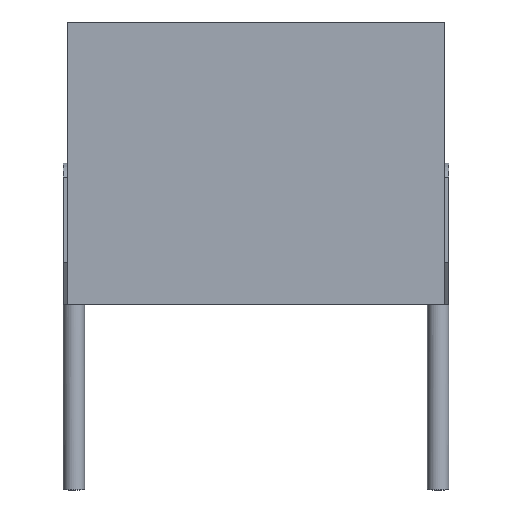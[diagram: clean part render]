
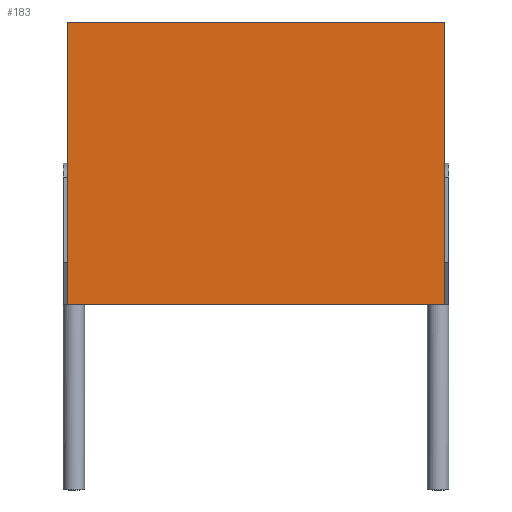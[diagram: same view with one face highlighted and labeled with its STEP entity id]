
A CAD part, front view. The second image highlights one B-rep face of the part: STEP entity #183.
In plain terms, the highlighted planar face has unit normal (0, -1, 0).
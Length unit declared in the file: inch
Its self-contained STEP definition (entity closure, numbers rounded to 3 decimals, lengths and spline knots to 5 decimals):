
#11 = VECTOR ( 'NONE', #645, 39.37008 ) ;
#28 = EDGE_CURVE ( 'NONE', #1086, #1091, #544, .T. ) ;
#53 = ORIENTED_EDGE ( 'NONE', *, *, #201, .F. ) ;
#64 = ORIENTED_EDGE ( 'NONE', *, *, #28, .F. ) ;
#103 = ORIENTED_EDGE ( 'NONE', *, *, #1107, .F. ) ;
#155 = ORIENTED_EDGE ( 'NONE', *, *, #220, .F. ) ;
#183 = ADVANCED_FACE ( 'NONE', ( #470 ), #915, .T. ) ;
#201 = EDGE_CURVE ( 'NONE', #1082, #1086, #420, .T. ) ;
#220 = EDGE_CURVE ( 'NONE', #1077, #1082, #390, .T. ) ;
#240 = AXIS2_PLACEMENT_3D ( 'NONE', #927, #901, #900 ) ;
#343 = LINE ( 'NONE', #646, #11 ) ;
#390 = LINE ( 'NONE', #798, #396 ) ;
#396 = VECTOR ( 'NONE', #792, 39.37008 ) ;
#419 = VECTOR ( 'NONE', #830, 39.37008 ) ;
#420 = LINE ( 'NONE', #831, #419 ) ;
#470 = FACE_OUTER_BOUND ( 'NONE', #570, .T. ) ;
#533 = VECTOR ( 'NONE', #1027, 39.37008 ) ;
#544 = LINE ( 'NONE', #1030, #533 ) ;
#570 = EDGE_LOOP ( 'NONE', ( #155, #103, #64, #53 ) ) ;
#645 = DIRECTION ( 'NONE',  ( 1., 0., 0. ) ) ;
#646 = CARTESIAN_POINT ( 'NONE',  ( -0.22, 0., 0.165 ) ) ;
#660 = CARTESIAN_POINT ( 'NONE',  ( -0.22, 0., 0.165 ) ) ;
#665 = CARTESIAN_POINT ( 'NONE',  ( -0.22, 0., -0.165 ) ) ;
#669 = CARTESIAN_POINT ( 'NONE',  ( 0.22, 0., -0.165 ) ) ;
#674 = CARTESIAN_POINT ( 'NONE',  ( 0.22, 0., 0.165 ) ) ;
#792 = DIRECTION ( 'NONE',  ( 0., 0., -1. ) ) ;
#798 = CARTESIAN_POINT ( 'NONE',  ( 0.22, 0., 0.165 ) ) ;
#830 = DIRECTION ( 'NONE',  ( -1., 0., 0. ) ) ;
#831 = CARTESIAN_POINT ( 'NONE',  ( -0.22, 0., -0.165 ) ) ;
#900 = DIRECTION ( 'NONE',  ( 0., 0., -1. ) ) ;
#901 = DIRECTION ( 'NONE',  ( 0., -1., 0. ) ) ;
#915 = PLANE ( 'NONE',  #240 ) ;
#927 = CARTESIAN_POINT ( 'NONE',  ( 0.22, 0., -0.165 ) ) ;
#1027 = DIRECTION ( 'NONE',  ( 0., 0., 1. ) ) ;
#1030 = CARTESIAN_POINT ( 'NONE',  ( -0.22, 0., 0.165 ) ) ;
#1077 = VERTEX_POINT ( 'NONE', #674 ) ;
#1082 = VERTEX_POINT ( 'NONE', #669 ) ;
#1086 = VERTEX_POINT ( 'NONE', #665 ) ;
#1091 = VERTEX_POINT ( 'NONE', #660 ) ;
#1107 = EDGE_CURVE ( 'NONE', #1091, #1077, #343, .T. ) ;
